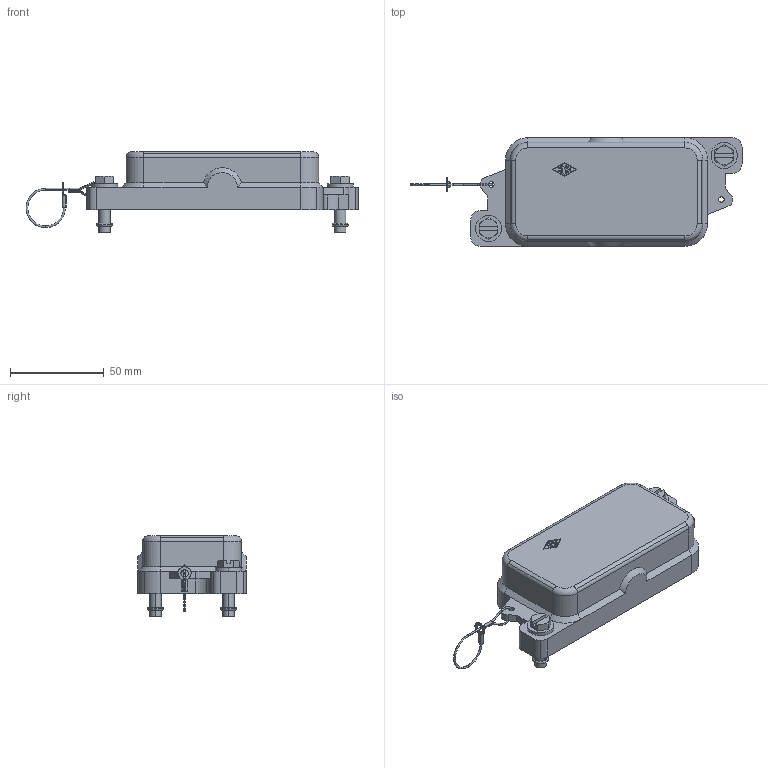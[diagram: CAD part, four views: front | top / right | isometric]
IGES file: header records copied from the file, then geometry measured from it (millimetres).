
Global section: file name: No Iges File Name specified; native system: AutoDesk Inventor R6.1; preprocessor: AutoDesk Inventor Iges Exporter R6.1; author: No Author specified; organization: No Organization specified; date: 20070102.164505; units: millimetre
Bounding box: 177.5 x 58 x 43.1 mm (x, y, z)
Volume: 71378.7 mm3; surface area: 33932.1 mm2
Topology: 2 solids, 2 shells, 272 faces, 678 edges, 435 vertices
Faces by surface type: plane 124, cylinder 82, revolution 26, torus 22, cone 18
